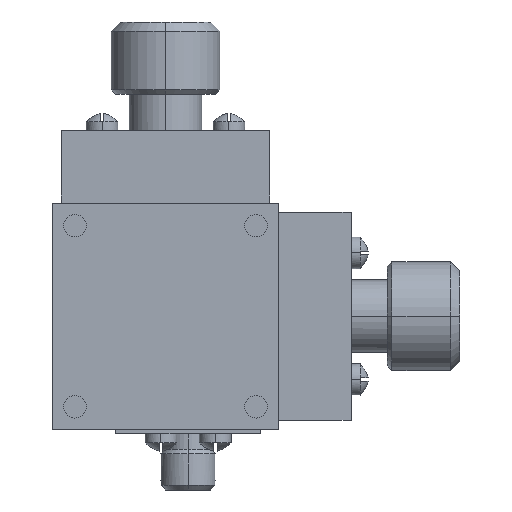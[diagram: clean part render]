
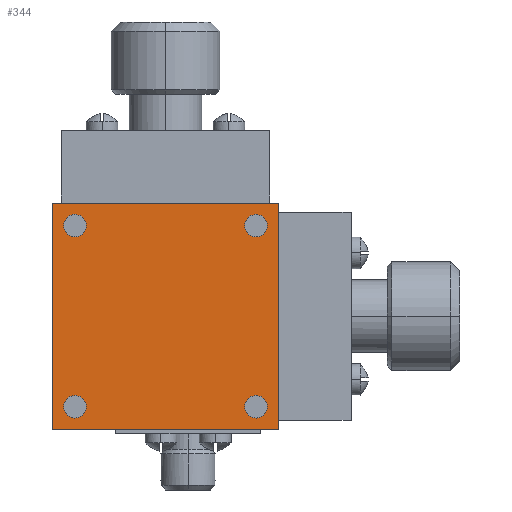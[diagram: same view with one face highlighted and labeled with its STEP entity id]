
A CAD part, front view. The second image highlights one B-rep face of the part: STEP entity #344.
In plain terms, the highlighted planar face has unit normal (0, -1, 0).
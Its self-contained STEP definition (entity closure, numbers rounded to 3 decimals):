
#344 = ADVANCED_FACE( '', ( #883, #884, #885, #886, #887 ), #888, .T. );
#883 = FACE_BOUND( '', #1741, .T. );
#884 = FACE_BOUND( '', #1742, .T. );
#885 = FACE_BOUND( '', #1743, .T. );
#886 = FACE_BOUND( '', #1744, .T. );
#887 = FACE_OUTER_BOUND( '', #1745, .T. );
#888 = PLANE( '', #1746 );
#1741 = EDGE_LOOP( '', ( #3297, #3298 ) );
#1742 = EDGE_LOOP( '', ( #3299, #3300 ) );
#1743 = EDGE_LOOP( '', ( #3301, #3302 ) );
#1744 = EDGE_LOOP( '', ( #3303, #3304 ) );
#1745 = EDGE_LOOP( '', ( #3305, #3306, #3307, #3308 ) );
#1746 = AXIS2_PLACEMENT_3D( '', #3309, #3310, #3311 );
#3297 = ORIENTED_EDGE( '', *, *, #5438, .T. );
#3298 = ORIENTED_EDGE( '', *, *, #5534, .T. );
#3299 = ORIENTED_EDGE( '', *, *, #5430, .T. );
#3300 = ORIENTED_EDGE( '', *, *, #5538, .T. );
#3301 = ORIENTED_EDGE( '', *, *, #5422, .T. );
#3302 = ORIENTED_EDGE( '', *, *, #5542, .T. );
#3303 = ORIENTED_EDGE( '', *, *, #5414, .T. );
#3304 = ORIENTED_EDGE( '', *, *, #5546, .T. );
#3305 = ORIENTED_EDGE( '', *, *, #5679, .T. );
#3306 = ORIENTED_EDGE( '', *, *, #5673, .F. );
#3307 = ORIENTED_EDGE( '', *, *, #5676, .F. );
#3308 = ORIENTED_EDGE( '', *, *, #5678, .T. );
#3309 = CARTESIAN_POINT( '', ( -12.5, 0., 12.5 ) );
#3310 = DIRECTION( '', ( 0., -1., 0. ) );
#3311 = DIRECTION( '', ( -1., 0., 0. ) );
#5414 = EDGE_CURVE( '', #6369, #6373, #6375, .T. );
#5422 = EDGE_CURVE( '', #6385, #6389, #6391, .T. );
#5430 = EDGE_CURVE( '', #6401, #6405, #6407, .T. );
#5438 = EDGE_CURVE( '', #6417, #6421, #6423, .T. );
#5534 = EDGE_CURVE( '', #6421, #6417, #6577, .T. );
#5538 = EDGE_CURVE( '', #6405, #6401, #6581, .T. );
#5542 = EDGE_CURVE( '', #6389, #6385, #6585, .T. );
#5546 = EDGE_CURVE( '', #6373, #6369, #6589, .T. );
#5673 = EDGE_CURVE( '', #6780, #6782, #6783, .T. );
#5676 = EDGE_CURVE( '', #6785, #6780, #6787, .T. );
#5678 = EDGE_CURVE( '', #6785, #6788, #6790, .T. );
#5679 = EDGE_CURVE( '', #6788, #6782, #6791, .T. );
#6369 = VERTEX_POINT( '', #7875 );
#6373 = VERTEX_POINT( '', #7880 );
#6375 = CIRCLE( '', #7883, 1.25 );
#6385 = VERTEX_POINT( '', #7895 );
#6389 = VERTEX_POINT( '', #7900 );
#6391 = CIRCLE( '', #7903, 1.25 );
#6401 = VERTEX_POINT( '', #7915 );
#6405 = VERTEX_POINT( '', #7920 );
#6407 = CIRCLE( '', #7923, 1.25 );
#6417 = VERTEX_POINT( '', #7935 );
#6421 = VERTEX_POINT( '', #7940 );
#6423 = CIRCLE( '', #7943, 1.25 );
#6577 = CIRCLE( '', #8356, 1.25 );
#6581 = CIRCLE( '', #8360, 1.25 );
#6585 = CIRCLE( '', #8364, 1.25 );
#6589 = CIRCLE( '', #8368, 1.25 );
#6780 = VERTEX_POINT( '', #8854 );
#6782 = VERTEX_POINT( '', #8857 );
#6783 = LINE( '', #8858, #8859 );
#6785 = VERTEX_POINT( '', #8862 );
#6787 = LINE( '', #8865, #8866 );
#6788 = VERTEX_POINT( '', #8867 );
#6790 = LINE( '', #8870, #8871 );
#6791 = LINE( '', #8872, #8873 );
#7875 = CARTESIAN_POINT( '', ( 10., 0., -11.25 ) );
#7880 = CARTESIAN_POINT( '', ( 10., 0., -8.75 ) );
#7883 = AXIS2_PLACEMENT_3D( '', #10790, #10791, #10792 );
#7895 = CARTESIAN_POINT( '', ( 10., 0., 8.75 ) );
#7900 = CARTESIAN_POINT( '', ( 10., 0., 11.25 ) );
#7903 = AXIS2_PLACEMENT_3D( '', #10806, #10807, #10808 );
#7915 = CARTESIAN_POINT( '', ( -10., 0., 8.75 ) );
#7920 = CARTESIAN_POINT( '', ( -10., 0., 11.25 ) );
#7923 = AXIS2_PLACEMENT_3D( '', #10822, #10823, #10824 );
#7935 = CARTESIAN_POINT( '', ( -10., 0., -11.25 ) );
#7940 = CARTESIAN_POINT( '', ( -10., 0., -8.75 ) );
#7943 = AXIS2_PLACEMENT_3D( '', #10838, #10839, #10840 );
#8356 = AXIS2_PLACEMENT_3D( '', #10976, #10977, #10978 );
#8360 = AXIS2_PLACEMENT_3D( '', #10988, #10989, #10990 );
#8364 = AXIS2_PLACEMENT_3D( '', #11000, #11001, #11002 );
#8368 = AXIS2_PLACEMENT_3D( '', #11012, #11013, #11014 );
#8854 = CARTESIAN_POINT( '', ( 12.5, 0., 12.5 ) );
#8857 = CARTESIAN_POINT( '', ( 12.5, 0., -12.5 ) );
#8858 = CARTESIAN_POINT( '', ( 12.5, 0., 12.5 ) );
#8859 = VECTOR( '', #11169, 1. );
#8862 = CARTESIAN_POINT( '', ( -12.5, 0., 12.5 ) );
#8865 = CARTESIAN_POINT( '', ( -12.5, 0., 12.5 ) );
#8866 = VECTOR( '', #11172, 1. );
#8867 = CARTESIAN_POINT( '', ( -12.5, 0., -12.5 ) );
#8870 = CARTESIAN_POINT( '', ( -12.5, 0., 12.5 ) );
#8871 = VECTOR( '', #11174, 1. );
#8872 = CARTESIAN_POINT( '', ( -12.5, 0., -12.5 ) );
#8873 = VECTOR( '', #11175, 1. );
#10790 = CARTESIAN_POINT( '', ( 10., 0., -10. ) );
#10791 = DIRECTION( '', ( 0., 1., 0. ) );
#10792 = DIRECTION( '', ( 0., 0., -1. ) );
#10806 = CARTESIAN_POINT( '', ( 10., 0., 10. ) );
#10807 = DIRECTION( '', ( 0., 1., 0. ) );
#10808 = DIRECTION( '', ( 0., 0., -1. ) );
#10822 = CARTESIAN_POINT( '', ( -10., 0., 10. ) );
#10823 = DIRECTION( '', ( 0., 1., 0. ) );
#10824 = DIRECTION( '', ( 0., 0., -1. ) );
#10838 = CARTESIAN_POINT( '', ( -10., 0., -10. ) );
#10839 = DIRECTION( '', ( 0., 1., 0. ) );
#10840 = DIRECTION( '', ( 0., 0., -1. ) );
#10976 = CARTESIAN_POINT( '', ( -10., 0., -10. ) );
#10977 = DIRECTION( '', ( 0., 1., 0. ) );
#10978 = DIRECTION( '', ( 0., 0., -1. ) );
#10988 = CARTESIAN_POINT( '', ( -10., 0., 10. ) );
#10989 = DIRECTION( '', ( 0., 1., 0. ) );
#10990 = DIRECTION( '', ( 0., 0., -1. ) );
#11000 = CARTESIAN_POINT( '', ( 10., 0., 10. ) );
#11001 = DIRECTION( '', ( 0., 1., 0. ) );
#11002 = DIRECTION( '', ( 0., 0., -1. ) );
#11012 = CARTESIAN_POINT( '', ( 10., 0., -10. ) );
#11013 = DIRECTION( '', ( 0., 1., 0. ) );
#11014 = DIRECTION( '', ( 0., 0., -1. ) );
#11169 = DIRECTION( '', ( 0., 0., -1. ) );
#11172 = DIRECTION( '', ( 1., 0., 0. ) );
#11174 = DIRECTION( '', ( 0., 0., -1. ) );
#11175 = DIRECTION( '', ( 1., 0., 0. ) );
